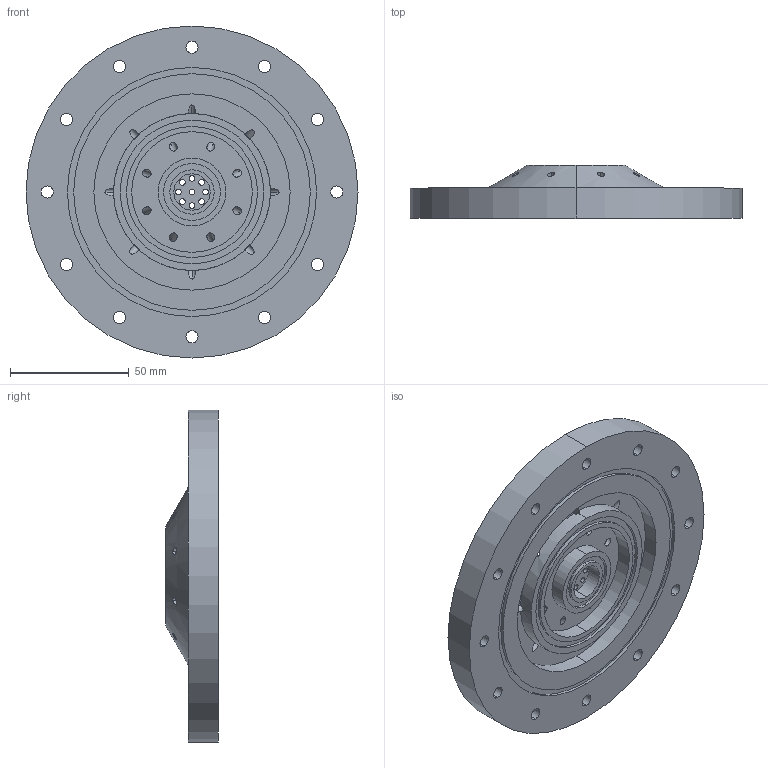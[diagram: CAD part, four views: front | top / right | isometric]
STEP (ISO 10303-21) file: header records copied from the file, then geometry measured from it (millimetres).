
FILE_DESCRIPTION (( 'STEP AP214' ), '1' );
FILE_NAME ('Distribution Plate V4_2_reduced hieght.STEP', '2022-03-14T20:16:47', ( '' ), ( '' ), 'SwSTEP 2.0', 'SolidWorks 2021', '' );
FILE_SCHEMA (( 'AUTOMOTIVE_DESIGN' ));
Length unit declared in the file: inch
Products named in the file (1): Distribution Plate V4_2_reduced hieght
Bounding box: 139.7 x 22.23 x 139.7 mm (x, y, z)
Volume: 184668.8 mm3; surface area: 49697 mm2
Topology: 1 solids, 1 shells, 129 faces, 354 edges, 234 vertices
Faces by surface type: cylinder 106, plane 19, cone 4
Entity records: 5234 total; most frequent: CARTESIAN_POINT 1798, ORIENTED_EDGE 708, DIRECTION 696, EDGE_CURVE 354, AXIS2_PLACEMENT_3D 292, VERTEX_POINT 234, EDGE_LOOP 210, CIRCLE 162
